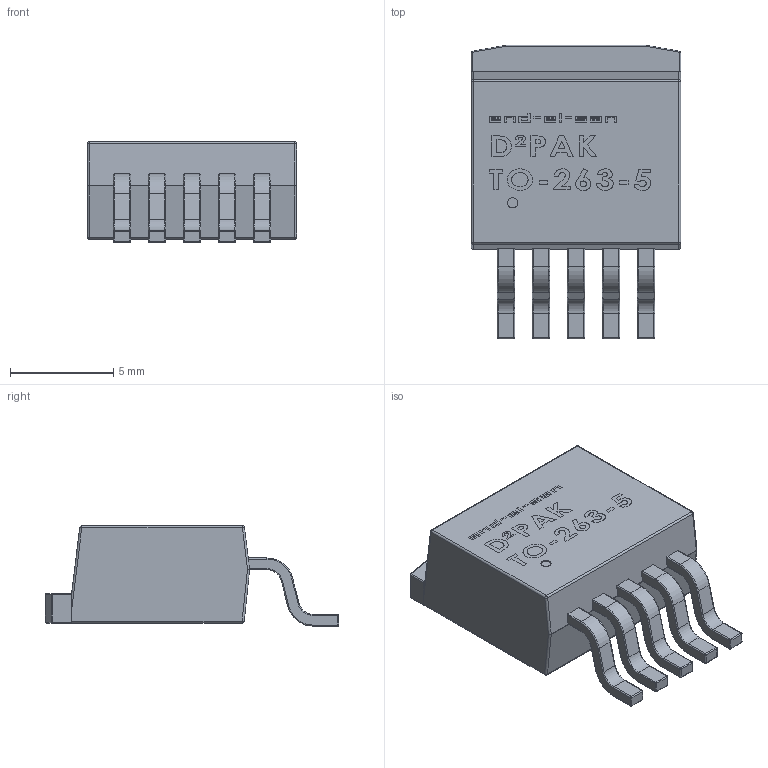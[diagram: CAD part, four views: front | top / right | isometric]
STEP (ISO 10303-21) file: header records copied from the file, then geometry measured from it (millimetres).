
FILE_DESCRIPTION (( 'STEP AP214' ), '1' );
FILE_NAME ('User Library-D²PAK TO-263-5.STEP', '2018-12-16T14:37:52', ( '' ), ( '' ), 'SwSTEP 2.0', 'SolidWorks 2018', '' );
FILE_SCHEMA (( 'AUTOMOTIVE_DESIGN' ));
Length unit declared in the file: millimetre
Products named in the file (1): User Library-D²PAK TO-263-5
Bounding box: 10.16 x 14.23 x 4.87 mm (x, y, z)
Volume: 432.9 mm3; surface area: 556.8 mm2
Topology: 2 solids, 2 shells, 308 faces, 878 edges, 581 vertices
Faces by surface type: cylinder 130, plane 102, torus 40, sphere 36
Entity records: 14247 total; most frequent: CARTESIAN_POINT 2834, ORIENTED_EDGE 1700, DIRECTION 1653, EDGE_CURVE 850, AXIS2_PLACEMENT_3D 587, VERTEX_POINT 579, LINE 479, VECTOR 479
